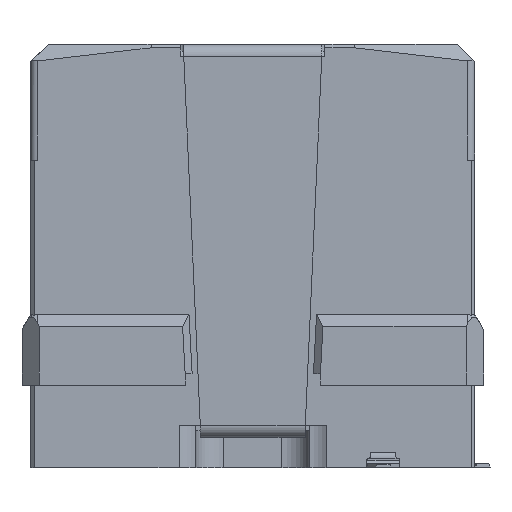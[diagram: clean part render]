
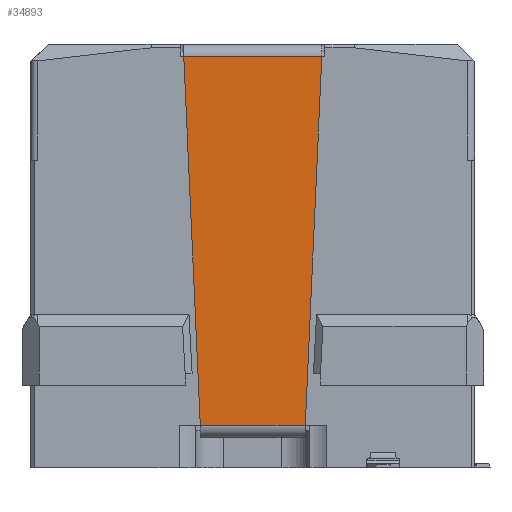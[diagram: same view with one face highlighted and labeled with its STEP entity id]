
A CAD part, left-side view. The second image highlights one B-rep face of the part: STEP entity #34893.
In plain terms, the highlighted planar face has unit normal (-1, 0, 0).
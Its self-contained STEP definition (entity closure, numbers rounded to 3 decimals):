
#577 = VERTEX_POINT ( 'NONE', #5044 ) ;
#783 = CARTESIAN_POINT ( 'NONE',  ( -7.75, 0.98, 1.21 ) ) ;
#900 = EDGE_CURVE ( 'NONE', #35370, #7146, #33072, .T. ) ;
#1530 = CARTESIAN_POINT ( 'NONE',  ( -7.75, 1.928, 7.917 ) ) ;
#1569 = CARTESIAN_POINT ( 'NONE',  ( -7.75, 5.231, 1.21 ) ) ;
#1880 = LINE ( 'NONE', #3290, #8898 ) ;
#3290 = CARTESIAN_POINT ( 'NONE',  ( -7.75, 1.756, 11.76 ) ) ;
#3500 = VERTEX_POINT ( 'NONE', #29697 ) ;
#4247 = DIRECTION ( 'NONE',  ( 0., -0.045, -0.999 ) ) ;
#4417 = CARTESIAN_POINT ( 'NONE',  ( -7.75, 2.057, 5.044 ) ) ;
#5044 = CARTESIAN_POINT ( 'NONE',  ( -7.75, 5.403, 5.044 ) ) ;
#5871 = LINE ( 'NONE', #4417, #36899 ) ;
#6181 = CARTESIAN_POINT ( 'NONE',  ( -7.75, 1.756, 11.76 ) ) ;
#6428 = VERTEX_POINT ( 'NONE', #29200 ) ;
#6557 = VERTEX_POINT ( 'NONE', #10536 ) ;
#6931 = VECTOR ( 'NONE', #19697, 1000. ) ;
#7146 = VERTEX_POINT ( 'NONE', #13906 ) ;
#7269 = DIRECTION ( 'NONE',  ( 1., 0., 0. ) ) ;
#8429 = ORIENTED_EDGE ( 'NONE', *, *, #30938, .F. ) ;
#8498 = LINE ( 'NONE', #783, #30185 ) ;
#8898 = VECTOR ( 'NONE', #38895, 1000. ) ;
#9812 = LINE ( 'NONE', #32090, #6931 ) ;
#10203 = DIRECTION ( 'NONE',  ( 0., -0.045, 0.999 ) ) ;
#10536 = CARTESIAN_POINT ( 'NONE',  ( -7.75, 2.057, 5.044 ) ) ;
#10739 = DIRECTION ( 'NONE',  ( 0., 0., 1. ) ) ;
#10907 = CARTESIAN_POINT ( 'NONE',  ( -7.75, 5.53, 7.874 ) ) ;
#11388 = EDGE_CURVE ( 'NONE', #24337, #3500, #1880, .T. ) ;
#13197 = EDGE_CURVE ( 'NONE', #24337, #7146, #9812, .T. ) ;
#13294 = CARTESIAN_POINT ( 'NONE',  ( -7.75, 5.53, 7.874 ) ) ;
#13906 = CARTESIAN_POINT ( 'NONE',  ( -7.75, 5.704, 11.76 ) ) ;
#14041 = CARTESIAN_POINT ( 'NONE',  ( -7.75, 5.231, 1.21 ) ) ;
#15082 = VERTEX_POINT ( 'NONE', #1569 ) ;
#15870 = DIRECTION ( 'NONE',  ( 0., 1., 0. ) ) ;
#16034 = EDGE_CURVE ( 'NONE', #6557, #6428, #5871, .T. ) ;
#17049 = ORIENTED_EDGE ( 'NONE', *, *, #11388, .F. ) ;
#17352 = ORIENTED_EDGE ( 'NONE', *, *, #13197, .T. ) ;
#19697 = DIRECTION ( 'NONE',  ( 0., 1., 0. ) ) ;
#19733 = LINE ( 'NONE', #22498, #22043 ) ;
#19819 = DIRECTION ( 'NONE',  ( 0., 0.045, 0.999 ) ) ;
#21496 = ORIENTED_EDGE ( 'NONE', *, *, #29604, .F. ) ;
#22043 = VECTOR ( 'NONE', #4247, 1000. ) ;
#22498 = CARTESIAN_POINT ( 'NONE',  ( -7.75, 5.521, 7.67 ) ) ;
#24174 = ORIENTED_EDGE ( 'NONE', *, *, #16034, .F. ) ;
#24337 = VERTEX_POINT ( 'NONE', #6181 ) ;
#25322 = VECTOR ( 'NONE', #10203, 1000. ) ;
#25449 = DIRECTION ( 'NONE',  ( 0., 0.045, -0.999 ) ) ;
#26142 = EDGE_LOOP ( 'NONE', ( #27280, #21496, #8429, #24174, #28721, #17049, #17352, #28947 ) ) ;
#27280 = ORIENTED_EDGE ( 'NONE', *, *, #28634, .T. ) ;
#28634 = EDGE_CURVE ( 'NONE', #35370, #577, #19733, .T. ) ;
#28712 = CARTESIAN_POINT ( 'NONE',  ( -7.75, 0.98, 7.874 ) ) ;
#28721 = ORIENTED_EDGE ( 'NONE', *, *, #38342, .T. ) ;
#28947 = ORIENTED_EDGE ( 'NONE', *, *, #900, .F. ) ;
#29200 = CARTESIAN_POINT ( 'NONE',  ( -7.75, 2.229, 1.21 ) ) ;
#29604 = EDGE_CURVE ( 'NONE', #15082, #577, #34711, .T. ) ;
#29697 = CARTESIAN_POINT ( 'NONE',  ( -7.75, 1.93, 7.874 ) ) ;
#30185 = VECTOR ( 'NONE', #15870, 1000. ) ;
#30938 = EDGE_CURVE ( 'NONE', #6428, #15082, #8498, .T. ) ;
#31448 = LINE ( 'NONE', #1530, #25322 ) ;
#32090 = CARTESIAN_POINT ( 'NONE',  ( -7.75, 0.98, 11.76 ) ) ;
#32198 = DIRECTION ( 'NONE',  ( 0., 0.045, 0.999 ) ) ;
#32408 = VECTOR ( 'NONE', #32198, 1000. ) ;
#33072 = LINE ( 'NONE', #10907, #38690 ) ;
#34711 = LINE ( 'NONE', #14041, #32408 ) ;
#34893 = ADVANCED_FACE ( 'NONE', ( #34972 ), #37247, .F. ) ;
#34972 = FACE_OUTER_BOUND ( 'NONE', #26142, .T. ) ;
#35370 = VERTEX_POINT ( 'NONE', #13294 ) ;
#36899 = VECTOR ( 'NONE', #25449, 1000. ) ;
#37049 = AXIS2_PLACEMENT_3D ( 'NONE', #28712, #7269, #10739 ) ;
#37247 = PLANE ( 'NONE',  #37049 ) ;
#38342 = EDGE_CURVE ( 'NONE', #6557, #3500, #31448, .T. ) ;
#38690 = VECTOR ( 'NONE', #19819, 1000. ) ;
#38895 = DIRECTION ( 'NONE',  ( 0., 0.045, -0.999 ) ) ;
